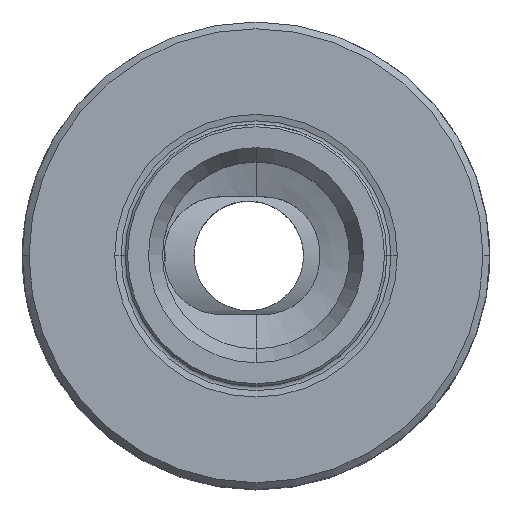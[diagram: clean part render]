
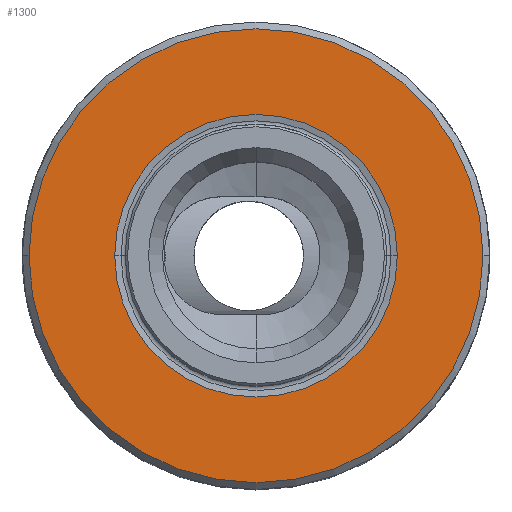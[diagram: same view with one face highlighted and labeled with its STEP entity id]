
A CAD part, top view. The second image highlights one B-rep face of the part: STEP entity #1300.
In plain terms, the highlighted planar face has unit normal (0, 0, 1).
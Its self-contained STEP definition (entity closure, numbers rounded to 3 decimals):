
#1090=EDGE_CURVE('NONE',#2360,#2722,#2923,.T.);
#1300=ADVANCED_FACE('NONE',(#3154,#3155),#3156,.T.);
#1506=VERTEX_POINT('NONE',#3377);
#1508=EDGE_CURVE('NONE',#2722,#2360,#3379,.T.);
#1698=EDGE_CURVE('NONE',#1506,#1722,#3593,.T.);
#1722=VERTEX_POINT('NONE',#3620);
#2360=VERTEX_POINT('NONE',#4328);
#2604=EDGE_CURVE('NONE',#1722,#1506,#4602,.T.);
#2722=VERTEX_POINT('NONE',#4738);
#2923=CIRCLE('',#5114,15.112);
#3154=FACE_OUTER_BOUND('',#5873,.T.);
#3155=FACE_BOUND('',#5874,.T.);
#3156=PLANE('',#5875);
#3377=CARTESIAN_POINT('',(24.275,0.,0.0));
#3379=CIRCLE('',#6652,15.112);
#3593=CIRCLE('',#7294,24.275);
#3620=CARTESIAN_POINT('',(-24.275,0.,0.0));
#4328=CARTESIAN_POINT('',(-15.112,0.,0.0));
#4602=CIRCLE('',#10063,24.275);
#4738=CARTESIAN_POINT('',(15.112,0.,0.0));
#5114=AXIS2_PLACEMENT_3D('',#10691,#10692,#10693);
#5873=EDGE_LOOP('',(#10912,#10913));
#5874=EDGE_LOOP('',(#10914,#10915));
#5875=AXIS2_PLACEMENT_3D('',#10916,#10917,#10918);
#6652=AXIS2_PLACEMENT_3D('',#11127,#11128,#11129);
#7294=AXIS2_PLACEMENT_3D('',#11368,#11369,#11370);
#10063=AXIS2_PLACEMENT_3D('',#12477,#12478,#12479);
#10691=CARTESIAN_POINT('',(0.0,0.0,0.0));
#10692=DIRECTION('',(0.0,-0.0,1.0));
#10693=DIRECTION('',(0.0,1.0,0.0));
#10912=ORIENTED_EDGE('',*,*,#2604,.F.);
#10913=ORIENTED_EDGE('',*,*,#1698,.F.);
#10914=ORIENTED_EDGE('',*,*,#1508,.F.);
#10915=ORIENTED_EDGE('',*,*,#1090,.F.);
#10916=CARTESIAN_POINT('',(-14.0,0.0,0.0));
#10917=DIRECTION('',(0.0,-0.0,1.0));
#10918=DIRECTION('',(0.0,1.0,0.0));
#11127=CARTESIAN_POINT('',(0.0,0.0,0.0));
#11128=DIRECTION('',(0.0,-0.0,1.0));
#11129=DIRECTION('',(0.0,1.0,0.0));
#11368=CARTESIAN_POINT('',(0.0,0.0,0.0));
#11369=DIRECTION('',(0.0,0.0,-1.0));
#11370=DIRECTION('',(0.0,1.0,0.0));
#12477=CARTESIAN_POINT('',(0.0,0.0,0.0));
#12478=DIRECTION('',(0.0,0.0,-1.0));
#12479=DIRECTION('',(0.0,1.0,0.0));
